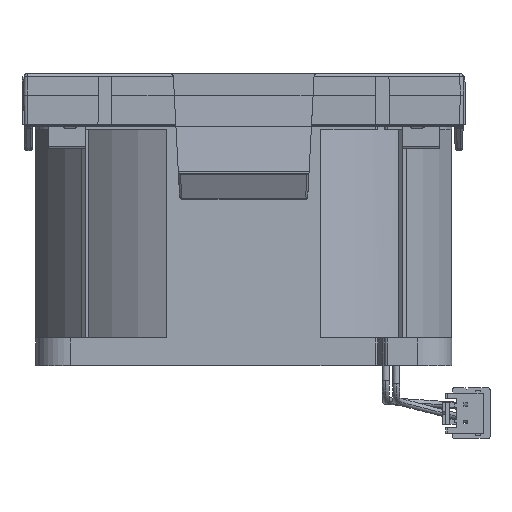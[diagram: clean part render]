
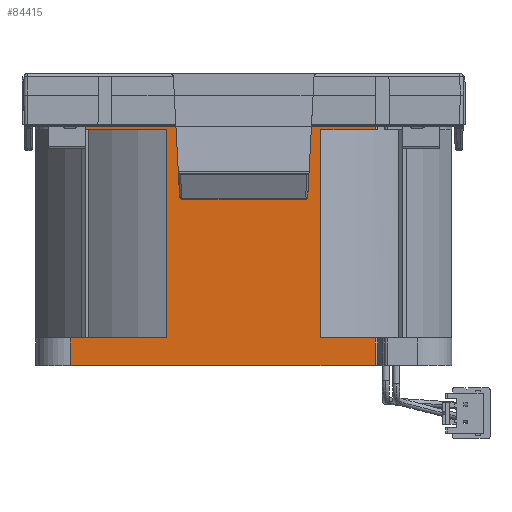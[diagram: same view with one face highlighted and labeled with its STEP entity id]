
A CAD part, left-side view. The second image highlights one B-rep face of the part: STEP entity #84415.
In plain terms, the highlighted planar face has unit normal (-1, 0, 0).
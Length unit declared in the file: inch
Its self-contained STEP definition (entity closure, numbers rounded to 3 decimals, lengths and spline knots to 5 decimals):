
#665 = EDGE_CURVE ( 'NONE', #27846, #164406, #58487, .T. ) ;
#2122 = EDGE_CURVE ( 'NONE', #123765, #164406, #47317, .T. ) ;
#4991 = VECTOR ( 'NONE', #28358, 39.37008 ) ;
#5174 = VECTOR ( 'NONE', #118364, 39.37008 ) ;
#6917 = DIRECTION ( 'NONE',  ( 0., 0., -1. ) ) ;
#10296 = LINE ( 'NONE', #22811, #97339 ) ;
#11688 = CARTESIAN_POINT ( 'NONE',  ( -2.45821, -0.43841, -0.19685 ) ) ;
#12237 = DIRECTION ( 'NONE',  ( 0., -1., 0. ) ) ;
#14063 = CARTESIAN_POINT ( 'NONE',  ( -2.45821, -0.74606, -1.53543 ) ) ;
#17205 = ORIENTED_EDGE ( 'NONE', *, *, #71615, .F. ) ;
#17812 = EDGE_CURVE ( 'NONE', #157765, #119221, #10296, .T. ) ;
#18207 = EDGE_CURVE ( 'NONE', #157220, #67629, #58093, .T. ) ;
#20159 = FACE_OUTER_BOUND ( 'NONE', #80758, .T. ) ;
#21097 = ORIENTED_EDGE ( 'NONE', *, *, #159952, .T. ) ;
#22811 = CARTESIAN_POINT ( 'NONE',  ( -2.45821, -0.74606, -1.37795 ) ) ;
#27191 = EDGE_CURVE ( 'NONE', #157220, #138925, #153605, .T. ) ;
#27725 = VECTOR ( 'NONE', #62620, 39.37008 ) ;
#27846 = VERTEX_POINT ( 'NONE', #172554 ) ;
#28358 = DIRECTION ( 'NONE',  ( 0., -1., 0. ) ) ;
#29960 = VECTOR ( 'NONE', #160172, 39.37008 ) ;
#30250 = DIRECTION ( 'NONE',  ( 0., -1., 0. ) ) ;
#34029 = VECTOR ( 'NONE', #44876, 39.37008 ) ;
#34339 = CARTESIAN_POINT ( 'NONE',  ( -2.45821, 0.98425, -1.37795 ) ) ;
#35655 = ORIENTED_EDGE ( 'NONE', *, *, #18207, .F. ) ;
#37364 = DIRECTION ( 'NONE',  ( 0., 0., 1. ) ) ;
#37829 = DIRECTION ( 'NONE',  ( 1., 0., 0. ) ) ;
#38435 = VECTOR ( 'NONE', #163722, 39.37008 ) ;
#39473 = ORIENTED_EDGE ( 'NONE', *, *, #146416, .F. ) ;
#40625 = ORIENTED_EDGE ( 'NONE', *, *, #17812, .T. ) ;
#43034 = ORIENTED_EDGE ( 'NONE', *, *, #69061, .T. ) ;
#43376 = VERTEX_POINT ( 'NONE', #60217 ) ;
#43628 = CARTESIAN_POINT ( 'NONE',  ( -2.45821, 0.98425, -1.37795 ) ) ;
#44876 = DIRECTION ( 'NONE',  ( 0., 0., 1. ) ) ;
#47317 = LINE ( 'NONE', #50989, #27725 ) ;
#48255 = CARTESIAN_POINT ( 'NONE',  ( -2.45821, 0.43841, -1.37795 ) ) ;
#50989 = CARTESIAN_POINT ( 'NONE',  ( -2.45821, 0., -0.19685 ) ) ;
#51883 = PLANE ( 'NONE',  #58601 ) ;
#52458 = DIRECTION ( 'NONE',  ( 0., -1., 0. ) ) ;
#54198 = CARTESIAN_POINT ( 'NONE',  ( -2.45821, 0.98425, -1.53543 ) ) ;
#54343 = LINE ( 'NONE', #137954, #119508 ) ;
#58093 = LINE ( 'NONE', #96816, #131980 ) ;
#58111 = LINE ( 'NONE', #178354, #38435 ) ;
#58487 = LINE ( 'NONE', #76539, #29960 ) ;
#58601 = AXIS2_PLACEMENT_3D ( 'NONE', #70180, #37829, #52458 ) ;
#60217 = CARTESIAN_POINT ( 'NONE',  ( -2.45821, -0.43841, -1.37795 ) ) ;
#62620 = DIRECTION ( 'NONE',  ( 0., 1., 0. ) ) ;
#67629 = VERTEX_POINT ( 'NONE', #11688 ) ;
#69061 = EDGE_CURVE ( 'NONE', #43376, #67629, #137773, .T. ) ;
#70180 = CARTESIAN_POINT ( 'NONE',  ( -2.45821, 0.98425, -1.37795 ) ) ;
#71615 = EDGE_CURVE ( 'NONE', #128019, #167585, #150197, .T. ) ;
#75536 = CARTESIAN_POINT ( 'NONE',  ( -2.45821, 0.43841, -1.37795 ) ) ;
#76539 = CARTESIAN_POINT ( 'NONE',  ( -2.45821, 0.98425, -1.02362 ) ) ;
#80434 = LINE ( 'NONE', #48255, #164927 ) ;
#80758 = EDGE_LOOP ( 'NONE', ( #35655, #131117, #39473, #157906, #133472, #21097, #17205, #90522, #132752, #40625, #85372, #43034 ) ) ;
#83632 = CARTESIAN_POINT ( 'NONE',  ( -2.45821, -0.74606, -0.19685 ) ) ;
#84415 = ADVANCED_FACE ( 'NONE', ( #20159 ), #51883, .F. ) ;
#85372 = ORIENTED_EDGE ( 'NONE', *, *, #178774, .F. ) ;
#90522 = ORIENTED_EDGE ( 'NONE', *, *, #142153, .T. ) ;
#96816 = CARTESIAN_POINT ( 'NONE',  ( -2.45821, 0., -0.19685 ) ) ;
#97339 = VECTOR ( 'NONE', #37364, 39.37008 ) ;
#98914 = CARTESIAN_POINT ( 'NONE',  ( -2.45821, -0.98425, -0.03937 ) ) ;
#109047 = VECTOR ( 'NONE', #12237, 39.37008 ) ;
#111775 = CARTESIAN_POINT ( 'NONE',  ( -2.45821, 0.98425, -0.19685 ) ) ;
#113779 = VERTEX_POINT ( 'NONE', #54198 ) ;
#116795 = CARTESIAN_POINT ( 'NONE',  ( -2.45821, -0.74606, -0.03937 ) ) ;
#118364 = DIRECTION ( 'NONE',  ( 0., 0., 1. ) ) ;
#119221 = VERTEX_POINT ( 'NONE', #154258 ) ;
#119508 = VECTOR ( 'NONE', #167500, 39.37008 ) ;
#123765 = VERTEX_POINT ( 'NONE', #152300 ) ;
#127783 = DIRECTION ( 'NONE',  ( 0., 1., 0. ) ) ;
#128019 = VERTEX_POINT ( 'NONE', #34339 ) ;
#128780 = CARTESIAN_POINT ( 'NONE',  ( -2.45821, -0.74606, -1.37795 ) ) ;
#131117 = ORIENTED_EDGE ( 'NONE', *, *, #27191, .T. ) ;
#131980 = VECTOR ( 'NONE', #127783, 39.37008 ) ;
#132752 = ORIENTED_EDGE ( 'NONE', *, *, #161062, .T. ) ;
#133472 = ORIENTED_EDGE ( 'NONE', *, *, #2122, .F. ) ;
#137754 = LINE ( 'NONE', #98914, #4991 ) ;
#137773 = LINE ( 'NONE', #175375, #5174 ) ;
#137954 = CARTESIAN_POINT ( 'NONE',  ( -2.45821, 0.98425, -1.37795 ) ) ;
#138925 = VERTEX_POINT ( 'NONE', #116795 ) ;
#142153 = EDGE_CURVE ( 'NONE', #128019, #113779, #54343, .T. ) ;
#145943 = LINE ( 'NONE', #150642, #109047 ) ;
#146416 = EDGE_CURVE ( 'NONE', #27846, #138925, #137754, .T. ) ;
#150197 = LINE ( 'NONE', #43628, #174097 ) ;
#150642 = CARTESIAN_POINT ( 'NONE',  ( -2.45821, 0.98425, -1.37795 ) ) ;
#152300 = CARTESIAN_POINT ( 'NONE',  ( -2.45821, 0.43841, -0.19685 ) ) ;
#153605 = LINE ( 'NONE', #128780, #34029 ) ;
#154258 = CARTESIAN_POINT ( 'NONE',  ( -2.45821, -0.74606, -1.37795 ) ) ;
#157220 = VERTEX_POINT ( 'NONE', #83632 ) ;
#157765 = VERTEX_POINT ( 'NONE', #14063 ) ;
#157906 = ORIENTED_EDGE ( 'NONE', *, *, #665, .T. ) ;
#159952 = EDGE_CURVE ( 'NONE', #123765, #167585, #80434, .T. ) ;
#160172 = DIRECTION ( 'NONE',  ( 0., 0., -1. ) ) ;
#161062 = EDGE_CURVE ( 'NONE', #113779, #157765, #58111, .T. ) ;
#163722 = DIRECTION ( 'NONE',  ( 0., -1., 0. ) ) ;
#164406 = VERTEX_POINT ( 'NONE', #111775 ) ;
#164927 = VECTOR ( 'NONE', #6917, 39.37008 ) ;
#167500 = DIRECTION ( 'NONE',  ( 0., 0., -1. ) ) ;
#167585 = VERTEX_POINT ( 'NONE', #75536 ) ;
#172554 = CARTESIAN_POINT ( 'NONE',  ( -2.45821, 0.98425, -0.03937 ) ) ;
#174097 = VECTOR ( 'NONE', #30250, 39.37008 ) ;
#175375 = CARTESIAN_POINT ( 'NONE',  ( -2.45821, -0.43841, -1.37795 ) ) ;
#178354 = CARTESIAN_POINT ( 'NONE',  ( -2.45821, 0.98425, -1.53543 ) ) ;
#178774 = EDGE_CURVE ( 'NONE', #43376, #119221, #145943, .T. ) ;
